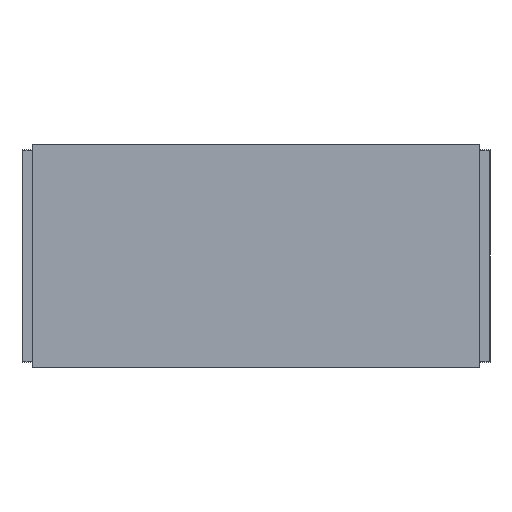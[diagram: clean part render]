
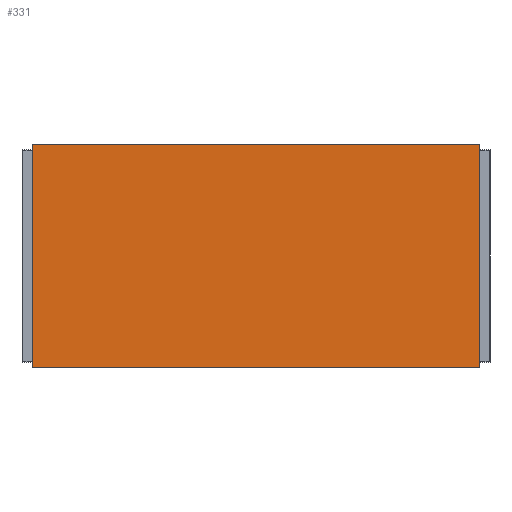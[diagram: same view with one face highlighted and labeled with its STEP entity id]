
A CAD part, left-side view. The second image highlights one B-rep face of the part: STEP entity #331.
In plain terms, the highlighted planar face has unit normal (-1, 0, 0).
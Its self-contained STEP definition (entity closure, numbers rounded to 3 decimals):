
#256 = VERTEX_POINT('',#257);
#257 = CARTESIAN_POINT('',(-1.727,-0.889,0.));
#265 = EDGE_CURVE('',#266,#256,#268,.T.);
#266 = VERTEX_POINT('',#267);
#267 = CARTESIAN_POINT('',(-1.727,-0.889,0.889));
#268 = LINE('',#269,#270);
#269 = CARTESIAN_POINT('',(-1.727,-0.889,0.889));
#270 = VECTOR('',#271,1.);
#271 = DIRECTION('',(0.,0.,-1.));
#307 = VERTEX_POINT('',#308);
#308 = CARTESIAN_POINT('',(-1.727,0.889,0.));
#314 = EDGE_CURVE('',#307,#256,#315,.T.);
#315 = LINE('',#316,#317);
#316 = CARTESIAN_POINT('',(-1.727,0.889,0.));
#317 = VECTOR('',#318,1.);
#318 = DIRECTION('',(0.,-1.,0.));
#331 = ADVANCED_FACE('',(#332),#350,.F.);
#332 = FACE_BOUND('',#333,.F.);
#333 = EDGE_LOOP('',(#334,#335,#343,#349));
#334 = ORIENTED_EDGE('',*,*,#314,.F.);
#335 = ORIENTED_EDGE('',*,*,#336,.T.);
#336 = EDGE_CURVE('',#307,#337,#339,.T.);
#337 = VERTEX_POINT('',#338);
#338 = CARTESIAN_POINT('',(-1.727,0.889,0.889));
#339 = LINE('',#340,#341);
#340 = CARTESIAN_POINT('',(-1.727,0.889,0.));
#341 = VECTOR('',#342,1.);
#342 = DIRECTION('',(0.,0.,1.));
#343 = ORIENTED_EDGE('',*,*,#344,.T.);
#344 = EDGE_CURVE('',#337,#266,#345,.T.);
#345 = LINE('',#346,#347);
#346 = CARTESIAN_POINT('',(-1.727,0.889,0.889));
#347 = VECTOR('',#348,1.);
#348 = DIRECTION('',(0.,-1.,0.));
#349 = ORIENTED_EDGE('',*,*,#265,.T.);
#350 = PLANE('',#351);
#351 = AXIS2_PLACEMENT_3D('',#352,#353,#354);
#352 = CARTESIAN_POINT('',(-1.727,0.889,0.));
#353 = DIRECTION('',(1.,0.,0.));
#354 = DIRECTION('',(0.,0.,1.));
